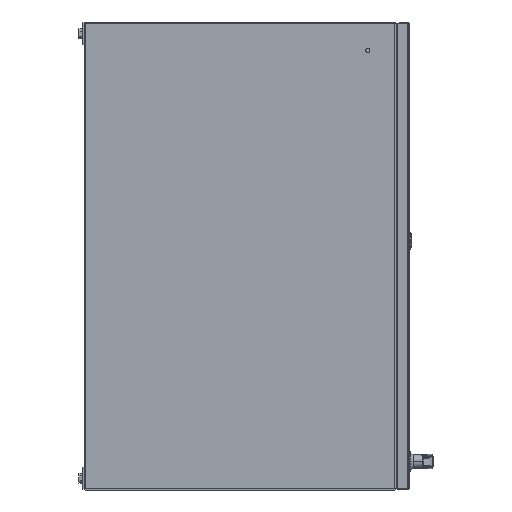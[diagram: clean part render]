
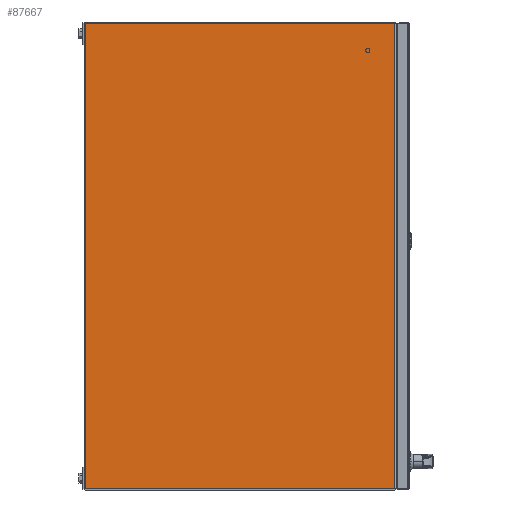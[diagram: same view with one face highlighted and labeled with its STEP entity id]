
A CAD part, front view. The second image highlights one B-rep face of the part: STEP entity #87667.
In plain terms, the highlighted face is planar.
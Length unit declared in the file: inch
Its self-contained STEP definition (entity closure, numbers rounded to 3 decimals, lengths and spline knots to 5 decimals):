
#1296 = LINE ( 'NONE', #34217, #101362 ) ;
#2814 = CARTESIAN_POINT ( 'NONE',  ( -15., 0., -35.99989 ) ) ;
#9950 = AXIS2_PLACEMENT_3D ( 'NONE', #2814, #70007, #17687 ) ;
#17687 = DIRECTION ( 'NONE',  ( 0., -1., 0. ) ) ;
#19402 = VERTEX_POINT ( 'NONE', #138115 ) ;
#20849 = EDGE_CURVE ( 'NONE', #19402, #124550, #148713, .T. ) ;
#25389 = CARTESIAN_POINT ( 'NONE',  ( -14.928, -0.072, -35.99989 ) ) ;
#33903 = VECTOR ( 'NONE', #114577, 39.37008 ) ;
#34217 = CARTESIAN_POINT ( 'NONE',  ( -15., -19.892, -35.99989 ) ) ;
#34281 = ORIENTED_EDGE ( 'NONE', *, *, #82947, .F. ) ;
#38136 = VECTOR ( 'NONE', #167787, 39.37008 ) ;
#46041 = CARTESIAN_POINT ( 'NONE',  ( -14.928, -19.892, -35.99989 ) ) ;
#61906 = CARTESIAN_POINT ( 'NONE',  ( -14.928, 0., -35.99989 ) ) ;
#67771 = VECTOR ( 'NONE', #75636, 39.37008 ) ;
#70007 = DIRECTION ( 'NONE',  ( 0., 0., 1. ) ) ;
#72659 = CARTESIAN_POINT ( 'NONE',  ( -15., -0.072, -35.99989 ) ) ;
#75636 = DIRECTION ( 'NONE',  ( 0., -1., 0. ) ) ;
#75900 = CARTESIAN_POINT ( 'NONE',  ( 14.928, 0., -35.99989 ) ) ;
#77442 = EDGE_LOOP ( 'NONE', ( #34281, #153813, #176276, #130860 ) ) ;
#82455 = EDGE_CURVE ( 'NONE', #175538, #19402, #1296, .T. ) ;
#82947 = EDGE_CURVE ( 'NONE', #124550, #145816, #93488, .T. ) ;
#84280 = PLANE ( 'NONE',  #9950 ) ;
#87667 = ADVANCED_FACE ( 'NONE', ( #132216 ), #84280, .F. ) ;
#87771 = DIRECTION ( 'NONE',  ( 1., 0., 0. ) ) ;
#93488 = LINE ( 'NONE', #72659, #38136 ) ;
#101362 = VECTOR ( 'NONE', #87771, 39.37008 ) ;
#114577 = DIRECTION ( 'NONE',  ( 0., 1., 0. ) ) ;
#114742 = LINE ( 'NONE', #61906, #67771 ) ;
#118013 = CARTESIAN_POINT ( 'NONE',  ( 14.928, -0.072, -35.99989 ) ) ;
#124550 = VERTEX_POINT ( 'NONE', #118013 ) ;
#130860 = ORIENTED_EDGE ( 'NONE', *, *, #170319, .F. ) ;
#132216 = FACE_OUTER_BOUND ( 'NONE', #77442, .T. ) ;
#138115 = CARTESIAN_POINT ( 'NONE',  ( 14.928, -19.892, -35.99989 ) ) ;
#145816 = VERTEX_POINT ( 'NONE', #25389 ) ;
#148713 = LINE ( 'NONE', #75900, #33903 ) ;
#153813 = ORIENTED_EDGE ( 'NONE', *, *, #20849, .F. ) ;
#167787 = DIRECTION ( 'NONE',  ( -1., 0., 0. ) ) ;
#170319 = EDGE_CURVE ( 'NONE', #145816, #175538, #114742, .T. ) ;
#175538 = VERTEX_POINT ( 'NONE', #46041 ) ;
#176276 = ORIENTED_EDGE ( 'NONE', *, *, #82455, .F. ) ;
